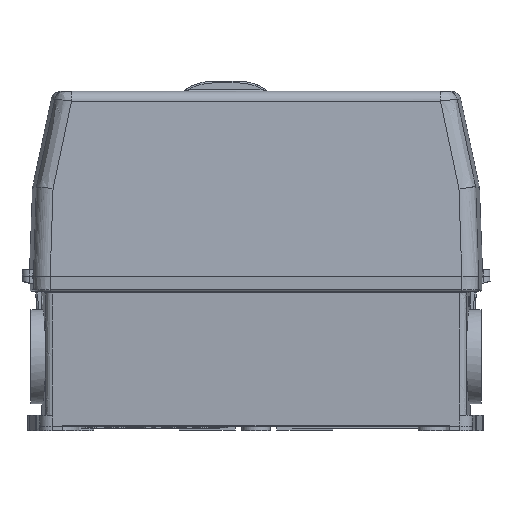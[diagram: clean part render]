
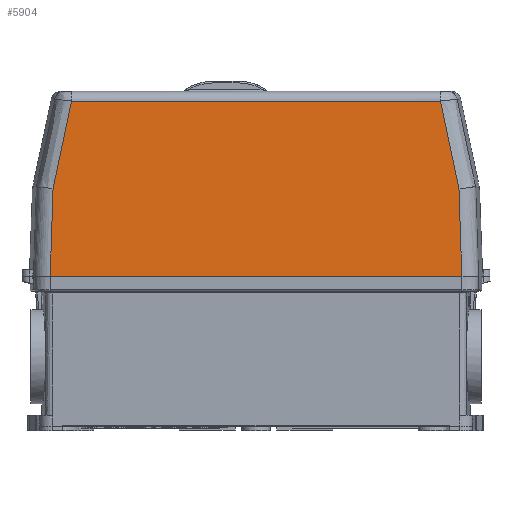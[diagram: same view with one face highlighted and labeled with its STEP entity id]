
A CAD part, front view. The second image highlights one B-rep face of the part: STEP entity #5904.
In plain terms, the highlighted planar face has unit normal (0, -0.999, 0.035).
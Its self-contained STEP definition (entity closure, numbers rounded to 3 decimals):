
#2787=PLANE('',#32476);
#4313=B_SPLINE_CURVE_WITH_KNOTS('',3,(#59093,#59094,#59095,#59096),
 .UNSPECIFIED.,.F.,.F.,(4,4),(0.,1.),.UNSPECIFIED.);
#4314=B_SPLINE_CURVE_WITH_KNOTS('',3,(#59099,#59100,#59101,#59102),
 .UNSPECIFIED.,.F.,.F.,(4,4),(0.,1.),.UNSPECIFIED.);
#4315=B_SPLINE_CURVE_WITH_KNOTS('',3,(#59104,#59105,#59106,#59107),
 .UNSPECIFIED.,.F.,.F.,(4,4),(0.,1.),.UNSPECIFIED.);
#4316=B_SPLINE_CURVE_WITH_KNOTS('',3,(#59109,#59110,#59111,#59112),
 .UNSPECIFIED.,.F.,.F.,(4,4),(0.,1.),.UNSPECIFIED.);
#4317=B_SPLINE_CURVE_WITH_KNOTS('',3,(#59114,#59115,#59116,#59117),
 .UNSPECIFIED.,.F.,.F.,(4,4),(0.,1.),.UNSPECIFIED.);
#4318=B_SPLINE_CURVE_WITH_KNOTS('',3,(#59119,#59120,#59121,#59122),
 .UNSPECIFIED.,.F.,.F.,(4,4),(0.,1.),.UNSPECIFIED.);
#5904=ADVANCED_FACE('',(#7553),#2787,.T.);
#7553=FACE_OUTER_BOUND('',#9049,.T.);
#9049=EDGE_LOOP('',(#19479,#19480,#19481,#19482,#19483,#19484));
#19479=ORIENTED_EDGE('',*,*,#28339,.T.);
#19480=ORIENTED_EDGE('',*,*,#28340,.T.);
#19481=ORIENTED_EDGE('',*,*,#28341,.T.);
#19482=ORIENTED_EDGE('',*,*,#28342,.T.);
#19483=ORIENTED_EDGE('',*,*,#28343,.T.);
#19484=ORIENTED_EDGE('',*,*,#28344,.T.);
#23620=VERTEX_POINT('',#59097);
#23621=VERTEX_POINT('',#59098);
#23622=VERTEX_POINT('',#59103);
#23623=VERTEX_POINT('',#59108);
#23624=VERTEX_POINT('',#59113);
#23625=VERTEX_POINT('',#59118);
#28339=EDGE_CURVE('',#23620,#23621,#4313,.T.);
#28340=EDGE_CURVE('',#23621,#23622,#4314,.T.);
#28341=EDGE_CURVE('',#23622,#23623,#4315,.T.);
#28342=EDGE_CURVE('',#23623,#23624,#4316,.T.);
#28343=EDGE_CURVE('',#23624,#23625,#4317,.T.);
#28344=EDGE_CURVE('',#23625,#23620,#4318,.T.);
#32476=AXIS2_PLACEMENT_3D('',#59123,#38246,#38247);
#38246=DIRECTION('',(0.,-0.999,0.035));
#38247=DIRECTION('',(0.,0.035,0.999));
#59093=CARTESIAN_POINT('',(61.264,-40.,0.));
#59094=CARTESIAN_POINT('',(60.981,-39.696,8.693));
#59095=CARTESIAN_POINT('',(60.698,-39.393,17.387));
#59096=CARTESIAN_POINT('',(60.415,-39.089,26.08));
#59097=CARTESIAN_POINT('',(61.264,-40.,0.));
#59098=CARTESIAN_POINT('',(60.415,-39.089,26.08));
#59099=CARTESIAN_POINT('',(60.415,-39.089,26.08));
#59100=CARTESIAN_POINT('',(58.587,-38.786,34.755));
#59101=CARTESIAN_POINT('',(56.76,-38.483,43.43));
#59102=CARTESIAN_POINT('',(54.932,-38.18,52.105));
#59103=CARTESIAN_POINT('',(54.932,-38.18,52.105));
#59104=CARTESIAN_POINT('',(54.932,-38.18,52.105));
#59105=CARTESIAN_POINT('',(18.311,-38.18,52.105));
#59106=CARTESIAN_POINT('',(-18.311,-38.18,52.105));
#59107=CARTESIAN_POINT('',(-54.932,-38.18,52.105));
#59108=CARTESIAN_POINT('',(-54.932,-38.18,52.105));
#59109=CARTESIAN_POINT('',(-54.932,-38.18,52.105));
#59110=CARTESIAN_POINT('',(-56.76,-38.483,43.43));
#59111=CARTESIAN_POINT('',(-58.587,-38.786,34.755));
#59112=CARTESIAN_POINT('',(-60.415,-39.089,26.08));
#59113=CARTESIAN_POINT('',(-60.415,-39.089,26.08));
#59114=CARTESIAN_POINT('',(-60.415,-39.089,26.08));
#59115=CARTESIAN_POINT('',(-60.698,-39.393,17.387));
#59116=CARTESIAN_POINT('',(-60.981,-39.696,8.693));
#59117=CARTESIAN_POINT('',(-61.264,-40.,0.));
#59118=CARTESIAN_POINT('',(-61.264,-40.,0.));
#59119=CARTESIAN_POINT('',(-61.264,-40.,0.));
#59120=CARTESIAN_POINT('',(-20.421,-40.,0.));
#59121=CARTESIAN_POINT('',(20.421,-40.,0.));
#59122=CARTESIAN_POINT('',(61.264,-40.,0.));
#59123=CARTESIAN_POINT('',(65.897,-40.,0.));
